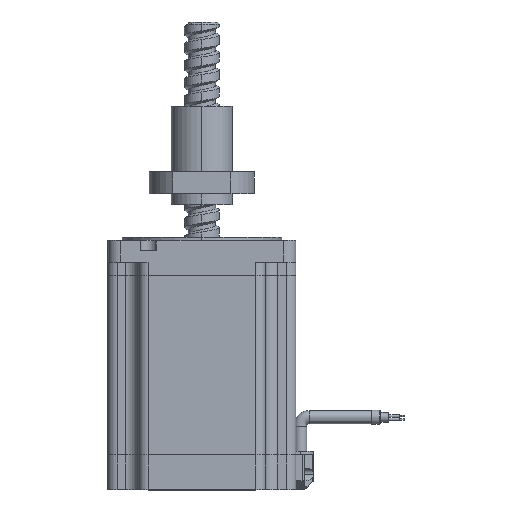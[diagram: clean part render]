
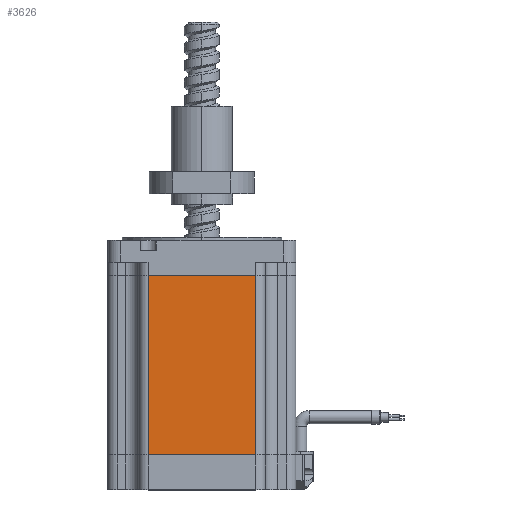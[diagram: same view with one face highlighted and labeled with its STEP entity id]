
A CAD part, top view. The second image highlights one B-rep face of the part: STEP entity #3626.
In plain terms, the highlighted planar face has unit normal (0, 0, 1).
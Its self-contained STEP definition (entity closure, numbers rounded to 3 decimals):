
#104 = CARTESIAN_POINT ( 'NONE',  ( 37.3, -6.008, 43. ) ) ;
#209 = EDGE_CURVE ( 'NONE', #3521, #1917, #13274, .T. ) ;
#597 = PLANE ( 'NONE',  #12408 ) ;
#685 = CARTESIAN_POINT ( 'NONE',  ( 24.65, -87.992, 43. ) ) ;
#1324 = VECTOR ( 'NONE', #4535, 1000. ) ;
#1507 = ORIENTED_EDGE ( 'NONE', *, *, #209, .T. ) ;
#1847 = DIRECTION ( 'NONE',  ( 0., 1., 0. ) ) ;
#1917 = VERTEX_POINT ( 'NONE', #3606 ) ;
#2231 = VECTOR ( 'NONE', #7682, 1000. ) ;
#3036 = CARTESIAN_POINT ( 'NONE',  ( -24.65, -87.992, 43. ) ) ;
#3066 = DIRECTION ( 'NONE',  ( 0., 0., -1. ) ) ;
#3521 = VERTEX_POINT ( 'NONE', #685 ) ;
#3606 = CARTESIAN_POINT ( 'NONE',  ( 24.65, -6.008, 43. ) ) ;
#3626 = ADVANCED_FACE ( 'NONE', ( #10569 ), #597, .F. ) ;
#4128 = VERTEX_POINT ( 'NONE', #14271 ) ;
#4502 = LINE ( 'NONE', #9448, #12228 ) ;
#4535 = DIRECTION ( 'NONE',  ( 0., 1., 0. ) ) ;
#5705 = VECTOR ( 'NONE', #1847, 1000. ) ;
#6213 = ORIENTED_EDGE ( 'NONE', *, *, #15994, .F. ) ;
#7682 = DIRECTION ( 'NONE',  ( 1., 0., 0. ) ) ;
#7726 = VERTEX_POINT ( 'NONE', #3036 ) ;
#8087 = DIRECTION ( 'NONE',  ( -1., 0., 0. ) ) ;
#8100 = CARTESIAN_POINT ( 'NONE',  ( -24.65, -104., 43. ) ) ;
#9448 = CARTESIAN_POINT ( 'NONE',  ( 37.3, -87.992, 43. ) ) ;
#10569 = FACE_OUTER_BOUND ( 'NONE', #12700, .T. ) ;
#10826 = LINE ( 'NONE', #8100, #5705 ) ;
#11447 = EDGE_CURVE ( 'NONE', #4128, #1917, #14905, .T. ) ;
#12228 = VECTOR ( 'NONE', #14238, 1000. ) ;
#12408 = AXIS2_PLACEMENT_3D ( 'NONE', #14375, #3066, #8087 ) ;
#12700 = EDGE_LOOP ( 'NONE', ( #15708, #1507, #13404, #6213 ) ) ;
#13189 = CARTESIAN_POINT ( 'NONE',  ( 24.65, -104., 43. ) ) ;
#13274 = LINE ( 'NONE', #13189, #1324 ) ;
#13404 = ORIENTED_EDGE ( 'NONE', *, *, #11447, .F. ) ;
#13417 = EDGE_CURVE ( 'NONE', #3521, #7726, #4502, .T. ) ;
#14238 = DIRECTION ( 'NONE',  ( -1., 0., 0. ) ) ;
#14271 = CARTESIAN_POINT ( 'NONE',  ( -24.65, -6.008, 43. ) ) ;
#14375 = CARTESIAN_POINT ( 'NONE',  ( 37.3, 10., 43. ) ) ;
#14905 = LINE ( 'NONE', #104, #2231 ) ;
#15708 = ORIENTED_EDGE ( 'NONE', *, *, #13417, .F. ) ;
#15994 = EDGE_CURVE ( 'NONE', #7726, #4128, #10826, .T. ) ;
